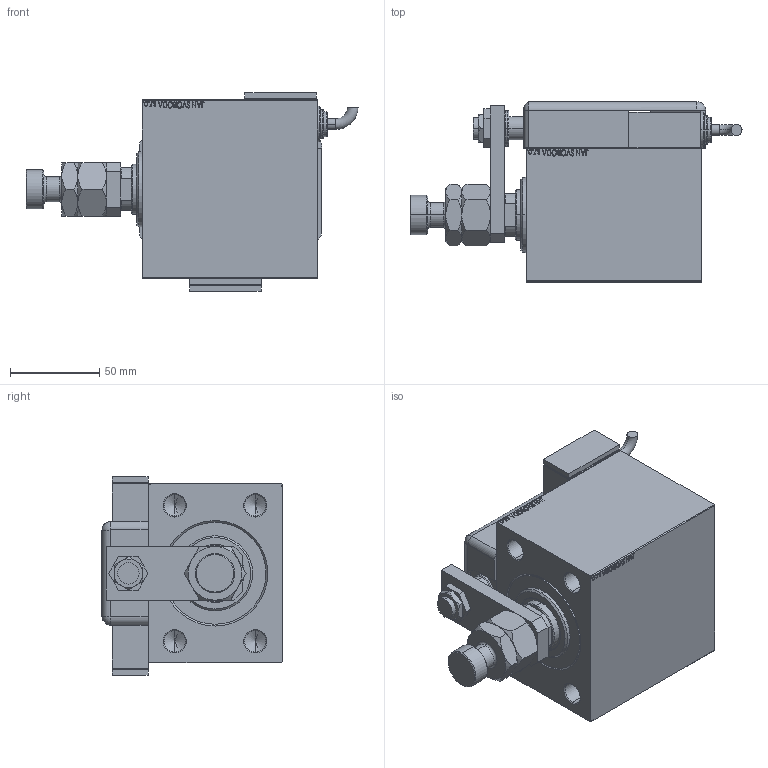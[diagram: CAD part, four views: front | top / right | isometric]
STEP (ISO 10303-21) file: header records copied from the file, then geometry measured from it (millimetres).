
FILE_DESCRIPTION (( 'STEP AP203' ), '1' );
FILE_NAME ('22c6.STEP', '2024-02-11T15:53:42', ( '' ), ( '' ), 'SwSTEP 2.0', 'SolidWorks 2019', '' );
FILE_SCHEMA (( 'CONFIG_CONTROL_DESIGN' ));
Length unit declared in the file: millimetre
Products named in the file (14): SWITCH_Q_FRONT_BACK c53a6c825dc5ec7d1e7198bf6b6d28b7; V450CM_B_Body c53a6c825dc5ec7d1e7198bf6b6d28b7; TYC c53a6c825dc5ec7d1e7198bf6b6d28b7; KRYT c53a6c825dc5ec7d1e7198bf6b6d28b7; Q_T_W_MFA c53a6c825dc5ec7d1e7198bf6b6d28b7; NUT_D19 c53a6c825dc5ec7d1e7198bf6b6d28b7; MAGNETIC SWITCH Q c53a6c825dc5ec7d1e7198bf6b6d28b7; 22c6; NUT_D13 c53a6c825dc5ec7d1e7198bf6b6d28b7; V450CM_VC_B c53a6c825dc5ec7d1e7198bf6b6d28b7; SWITCH DIM A_G c53a6c825dc5ec7d1e7198bf6b6d28b7; V450CM_B_VCP c53a6c825dc5ec7d1e7198bf6b6d28b7; SWITCH Q c53a6c825dc5ec7d1e7198bf6b6d28b7; ZARAZKA_Q c53a6c825dc5ec7d1e7198bf6b6d28b7
Assembly tree (14 placements, depth 3):
  22c6
    V450CM_B_Body c53a6c825dc5ec7d1e7198bf6b6d28b7
    V450CM_B_VCP c53a6c825dc5ec7d1e7198bf6b6d28b7
    V450CM_VC_B c53a6c825dc5ec7d1e7198bf6b6d28b7
    MAGNETIC SWITCH Q c53a6c825dc5ec7d1e7198bf6b6d28b7
      SWITCH_Q_FRONT_BACK c53a6c825dc5ec7d1e7198bf6b6d28b7
      TYC c53a6c825dc5ec7d1e7198bf6b6d28b7
      ZARAZKA_Q c53a6c825dc5ec7d1e7198bf6b6d28b7
      SWITCH DIM A_G c53a6c825dc5ec7d1e7198bf6b6d28b7
      NUT_D19 c53a6c825dc5ec7d1e7198bf6b6d28b7
      NUT_D13 c53a6c825dc5ec7d1e7198bf6b6d28b7
      KRYT c53a6c825dc5ec7d1e7198bf6b6d28b7
      SWITCH Q c53a6c825dc5ec7d1e7198bf6b6d28b7  x2
    Q_T_W_MFA c53a6c825dc5ec7d1e7198bf6b6d28b7
Bounding box: 185.76 x 100.8 x 111 mm (x, y, z)
Volume: 845699 mm3; surface area: 154502.9 mm2
Topology: 14 solids, 14 shells, 1320 faces, 3320 edges, 2161 vertices
Faces by surface type: plane 624, bspline 471, cylinder 115, cone 82, torus 26, sphere 2
Entity records: 61924 total; most frequent: CARTESIAN_POINT 32844, ORIENTED_EDGE 6412, DIRECTION 4160, EDGE_CURVE 3206, VERTEX_POINT 2101, VECTOR 1874, LINE 1874, EDGE_LOOP 1449
